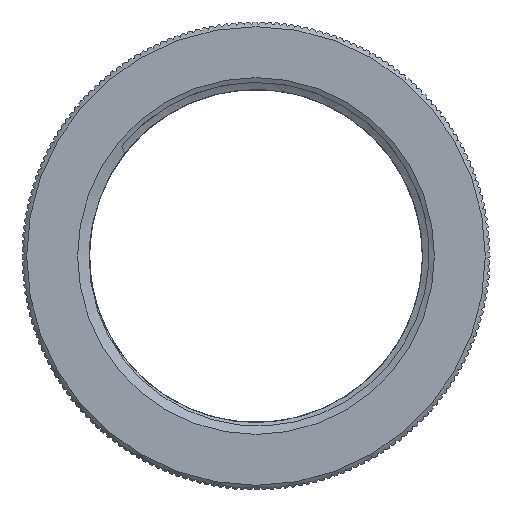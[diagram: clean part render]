
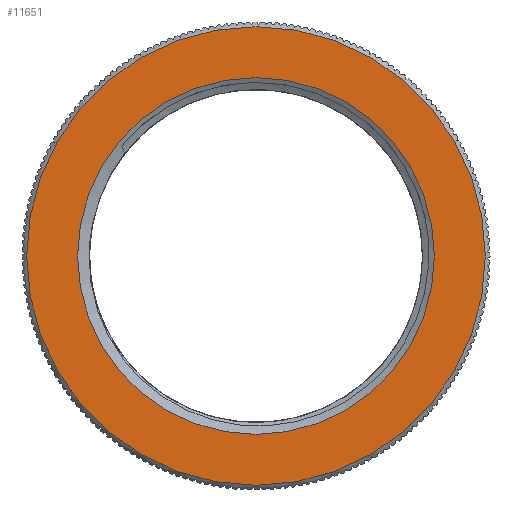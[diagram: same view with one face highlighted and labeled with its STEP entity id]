
A CAD part, left-side view. The second image highlights one B-rep face of the part: STEP entity #11651.
In plain terms, the highlighted planar face has unit normal (-1, 0, 0).
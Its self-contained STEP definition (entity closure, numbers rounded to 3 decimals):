
#1826=PLANE('',#13489);
#1835=FACE_BOUND('',#3079,.T.);
#2453=FACE_OUTER_BOUND('',#3078,.T.);
#3078=EDGE_LOOP('',(#10426));
#3079=EDGE_LOOP('',(#10427));
#3087=CIRCLE('',#11666,19.);
#4299=CIRCLE('',#13487,24.425);
#4319=VERTEX_POINT('',#17791);
#5536=VERTEX_POINT('',#23742);
#5542=EDGE_CURVE('',#4319,#4319,#3087,.T.);
#7367=EDGE_CURVE('',#5536,#5536,#4299,.T.);
#10426=ORIENTED_EDGE('',*,*,#7367,.F.);
#10427=ORIENTED_EDGE('',*,*,#5542,.T.);
#11651=ADVANCED_FACE('',(#2453,#1835),#1826,.T.);
#11666=AXIS2_PLACEMENT_3D('',#17792,#13503,#13504);
#13487=AXIS2_PLACEMENT_3D('',#23743,#17745,#17746);
#13489=AXIS2_PLACEMENT_3D('',#23745,#17749,#17750);
#13503=DIRECTION('center_axis',(1.,0.,0.));
#13504=DIRECTION('ref_axis',(0.,1.,0.));
#17745=DIRECTION('center_axis',(1.,0.,0.));
#17746=DIRECTION('ref_axis',(0.,0.,-1.));
#17749=DIRECTION('center_axis',(-1.,0.,0.));
#17750=DIRECTION('ref_axis',(0.,0.,1.));
#17791=CARTESIAN_POINT('',(-12.5,19.,0.));
#17792=CARTESIAN_POINT('Origin',(-12.5,0.,0.));
#23742=CARTESIAN_POINT('',(-12.5,24.425,0.));
#23743=CARTESIAN_POINT('Origin',(-12.5,0.,0.));
#23745=CARTESIAN_POINT('Origin',(-12.5,24.425,0.));
